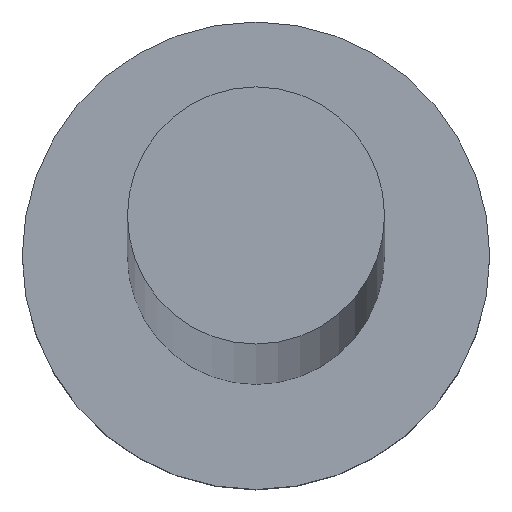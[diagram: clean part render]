
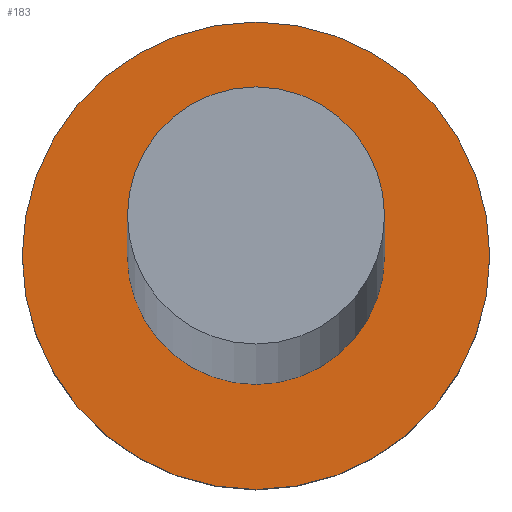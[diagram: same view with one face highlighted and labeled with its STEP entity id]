
A CAD part, top view. The second image highlights one B-rep face of the part: STEP entity #183.
In plain terms, the highlighted planar face has unit normal (0, 0, 1).
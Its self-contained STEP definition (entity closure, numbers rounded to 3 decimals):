
#7 = PLANE ( 'NONE',  #21 ) ;
#11 = FACE_BOUND ( 'NONE', #181, .T. ) ;
#12 = EDGE_CURVE ( 'NONE', #42, #255, #193, .T. ) ;
#17 = CARTESIAN_POINT ( 'NONE',  ( 1.1, 0., 2. ) ) ;
#19 = CIRCLE ( 'NONE', #34, 1.1 ) ;
#21 = AXIS2_PLACEMENT_3D ( 'NONE', #71, #149, #147 ) ;
#34 = AXIS2_PLACEMENT_3D ( 'NONE', #239, #66, #207 ) ;
#35 = EDGE_CURVE ( 'NONE', #255, #42, #19, .T. ) ;
#39 = CARTESIAN_POINT ( 'NONE',  ( 2., 0., 2. ) ) ;
#42 = VERTEX_POINT ( 'NONE', #17 ) ;
#63 = VERTEX_POINT ( 'NONE', #39 ) ;
#64 = CIRCLE ( 'NONE', #69, 2. ) ;
#66 = DIRECTION ( 'NONE',  ( 0., 0., 1. ) ) ;
#68 = DIRECTION ( 'NONE',  ( 0., 0., 1. ) ) ;
#69 = AXIS2_PLACEMENT_3D ( 'NONE', #241, #68, #148 ) ;
#71 = CARTESIAN_POINT ( 'NONE',  ( 0., 0., 2. ) ) ;
#74 = AXIS2_PLACEMENT_3D ( 'NONE', #167, #217, #113 ) ;
#79 = DIRECTION ( 'NONE',  ( 0., 0., 1. ) ) ;
#82 = ORIENTED_EDGE ( 'NONE', *, *, #12, .F. ) ;
#86 = EDGE_LOOP ( 'NONE', ( #214, #125 ) ) ;
#95 = FACE_OUTER_BOUND ( 'NONE', #86, .T. ) ;
#113 = DIRECTION ( 'NONE',  ( 1., 0., 0. ) ) ;
#118 = AXIS2_PLACEMENT_3D ( 'NONE', #144, #79, #155 ) ;
#125 = ORIENTED_EDGE ( 'NONE', *, *, #213, .T. ) ;
#144 = CARTESIAN_POINT ( 'NONE',  ( 0., 0., 2. ) ) ;
#147 = DIRECTION ( 'NONE',  ( 1., 0., 0. ) ) ;
#148 = DIRECTION ( 'NONE',  ( 1., 0., 0. ) ) ;
#149 = DIRECTION ( 'NONE',  ( 0., 0., 1. ) ) ;
#155 = DIRECTION ( 'NONE',  ( 1., 0., 0. ) ) ;
#159 = VERTEX_POINT ( 'NONE', #245 ) ;
#167 = CARTESIAN_POINT ( 'NONE',  ( 0., 0., 2. ) ) ;
#181 = EDGE_LOOP ( 'NONE', ( #191, #82 ) ) ;
#183 = ADVANCED_FACE ( 'NONE', ( #11, #95 ), #7, .T. ) ;
#191 = ORIENTED_EDGE ( 'NONE', *, *, #35, .F. ) ;
#193 = CIRCLE ( 'NONE', #118, 1.1 ) ;
#207 = DIRECTION ( 'NONE',  ( 1., 0., 0. ) ) ;
#213 = EDGE_CURVE ( 'NONE', #63, #159, #247, .T. ) ;
#214 = ORIENTED_EDGE ( 'NONE', *, *, #220, .T. ) ;
#217 = DIRECTION ( 'NONE',  ( 0., 0., 1. ) ) ;
#220 = EDGE_CURVE ( 'NONE', #159, #63, #64, .T. ) ;
#239 = CARTESIAN_POINT ( 'NONE',  ( 0., 0., 2. ) ) ;
#241 = CARTESIAN_POINT ( 'NONE',  ( 0., 0., 2. ) ) ;
#244 = CARTESIAN_POINT ( 'NONE',  ( -1.1, 0., 2. ) ) ;
#245 = CARTESIAN_POINT ( 'NONE',  ( -2., 0., 2. ) ) ;
#247 = CIRCLE ( 'NONE', #74, 2. ) ;
#255 = VERTEX_POINT ( 'NONE', #244 ) ;
